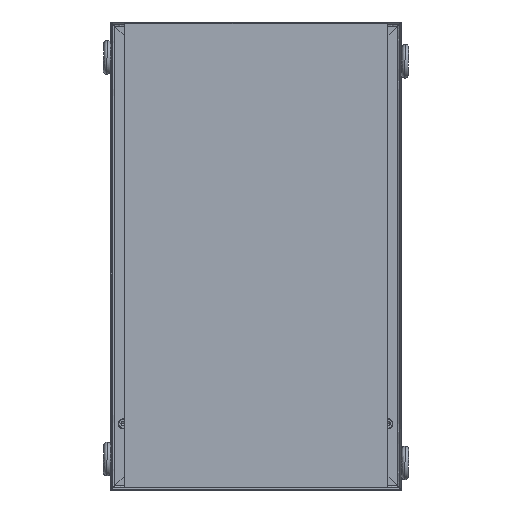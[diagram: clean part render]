
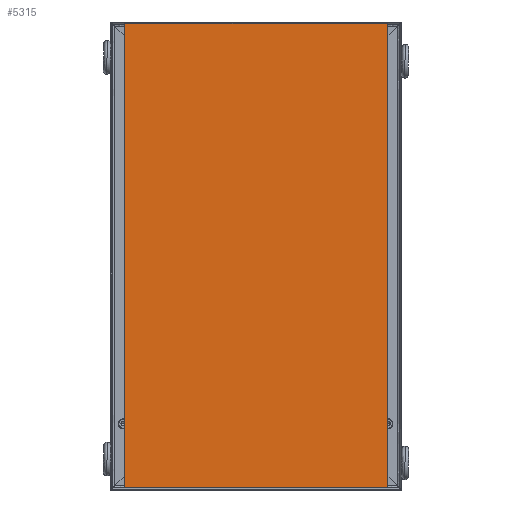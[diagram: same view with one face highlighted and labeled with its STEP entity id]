
A CAD part, top view. The second image highlights one B-rep face of the part: STEP entity #5315.
In plain terms, the highlighted free-form (B-spline) face has degree [1, 1] with [2, 2] control points.
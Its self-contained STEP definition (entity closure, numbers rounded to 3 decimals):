
#5315 = ADVANCED_FACE('',(#5316),#5346,.T.);
#5316 = FACE_BOUND('',#5317,.T.);
#5317 = EDGE_LOOP('',(#5318,#5327,#5334,#5341));
#5318 = ORIENTED_EDGE('',*,*,#5319,.F.);
#5319 = EDGE_CURVE('',#5320,#5322,#5324,.T.);
#5320 = VERTEX_POINT('',#5321);
#5321 = CARTESIAN_POINT('',(33.052,-1039.915,
    720.244));
#5322 = VERTEX_POINT('',#5323);
#5323 = CARTESIAN_POINT('',(33.052,-3.947,
    720.244));
#5324 = B_SPLINE_CURVE_WITH_KNOTS('',1,(#5325,#5326),.UNSPECIFIED.,.F.,
  .F.,(2,2),(0.,1050.),.PIECEWISE_BEZIER_KNOTS.);
#5325 = CARTESIAN_POINT('',(33.052,-1039.915,
    720.244));
#5326 = CARTESIAN_POINT('',(33.052,-3.947,
    720.244));
#5327 = ORIENTED_EDGE('',*,*,#5328,.F.);
#5328 = EDGE_CURVE('',#5329,#5320,#5331,.T.);
#5329 = VERTEX_POINT('',#5330);
#5330 = CARTESIAN_POINT('',(620.101,-1039.915,
    720.244));
#5331 = B_SPLINE_CURVE_WITH_KNOTS('',1,(#5332,#5333),.UNSPECIFIED.,.F.,
  .F.,(2,2),(0.,595.),.PIECEWISE_BEZIER_KNOTS.);
#5332 = CARTESIAN_POINT('',(620.101,-1039.915,
    720.244));
#5333 = CARTESIAN_POINT('',(33.052,-1039.915,
    720.244));
#5334 = ORIENTED_EDGE('',*,*,#5335,.F.);
#5335 = EDGE_CURVE('',#5336,#5329,#5338,.T.);
#5336 = VERTEX_POINT('',#5337);
#5337 = CARTESIAN_POINT('',(620.101,-3.947,720.244
    ));
#5338 = B_SPLINE_CURVE_WITH_KNOTS('',1,(#5339,#5340),.UNSPECIFIED.,.F.,
  .F.,(2,2),(0.,1050.),.PIECEWISE_BEZIER_KNOTS.);
#5339 = CARTESIAN_POINT('',(620.101,-3.947,720.244
    ));
#5340 = CARTESIAN_POINT('',(620.101,-1039.915,
    720.244));
#5341 = ORIENTED_EDGE('',*,*,#5342,.F.);
#5342 = EDGE_CURVE('',#5322,#5336,#5343,.T.);
#5343 = B_SPLINE_CURVE_WITH_KNOTS('',1,(#5344,#5345),.UNSPECIFIED.,.F.,
  .F.,(2,2),(0.,595.),.PIECEWISE_BEZIER_KNOTS.);
#5344 = CARTESIAN_POINT('',(33.052,-3.947,
    720.244));
#5345 = CARTESIAN_POINT('',(620.101,-3.947,720.244
    ));
#5346 = B_SPLINE_SURFACE_WITH_KNOTS('',1,1,(
    (#5347,#5348)
    ,(#5349,#5350
    )),.UNSPECIFIED.,.F.,.F.,.F.,(2,2),(2,2),(0.,595.),(
    -1050.,0.),.PIECEWISE_BEZIER_KNOTS.);
#5347 = CARTESIAN_POINT('',(33.052,-1039.915,
    720.244));
#5348 = CARTESIAN_POINT('',(33.052,-3.947,
    720.244));
#5349 = CARTESIAN_POINT('',(620.101,-1039.915,
    720.244));
#5350 = CARTESIAN_POINT('',(620.101,-3.947,720.244
    ));
